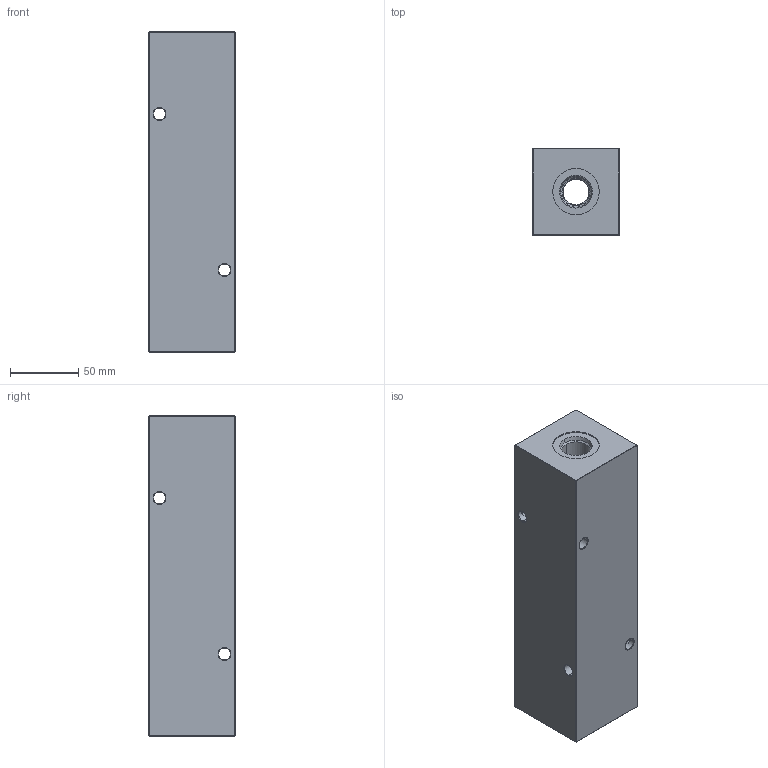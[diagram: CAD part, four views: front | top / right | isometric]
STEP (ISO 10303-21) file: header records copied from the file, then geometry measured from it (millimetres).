
FILE_DESCRIPTION (( 'STEP AP203' ), '1' );
FILE_NAME ('HM-4-90-S-10-10.STEP', '2020-11-09T22:35:51', ( '' ), ( '' ), 'SwSTEP 2.0', 'SolidWorks 2019', '' );
FILE_SCHEMA (( 'CONFIG_CONTROL_DESIGN' ));
Length unit declared in the file: inch
Products named in the file (1): HM-4-90-S-10-10
Bounding box: 63.5 x 63.5 x 234.95 mm (x, y, z)
Volume: 794982 mm3; surface area: 94475.3 mm2
Topology: 1 solids, 1 shells, 602 faces, 1528 edges, 974 vertices
Faces by surface type: plane 253, bspline 195, cylinder 78, cone 76
Entity records: 27767 total; most frequent: CARTESIAN_POINT 14500, ORIENTED_EDGE 3056, DIRECTION 2088, EDGE_CURVE 1528, VERTEX_POINT 974, VECTOR 908, LINE 908, EDGE_LOOP 678
